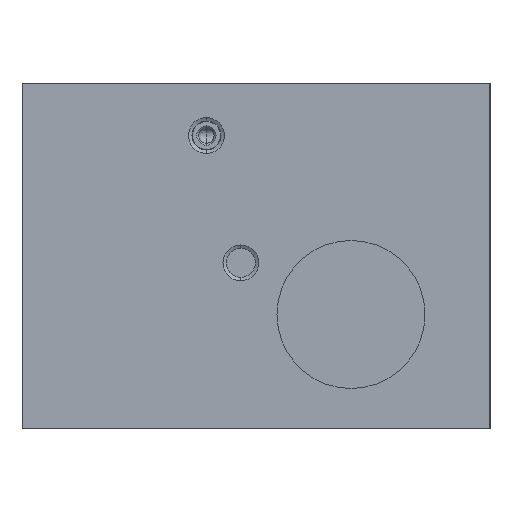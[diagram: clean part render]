
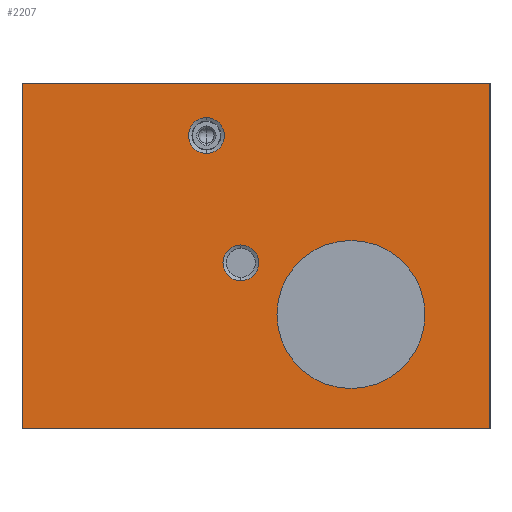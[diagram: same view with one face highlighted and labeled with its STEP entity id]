
A CAD part, left-side view. The second image highlights one B-rep face of the part: STEP entity #2207.
In plain terms, the highlighted planar face has unit normal (-1, 0, 0).
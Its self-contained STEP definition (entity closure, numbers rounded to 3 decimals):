
#52 = CARTESIAN_POINT ( 'NONE',  ( -73., -26.8, 14.9 ) ) ;
#117 = VERTEX_POINT ( 'NONE', #1245 ) ;
#159 = EDGE_CURVE ( 'NONE', #2308, #4204, #4819, .T. ) ;
#242 = DIRECTION ( 'NONE',  ( -1., 0., 0. ) ) ;
#258 = CARTESIAN_POINT ( 'NONE',  ( -73., 0., 25. ) ) ;
#479 = DIRECTION ( 'NONE',  ( -1., 0., 0. ) ) ;
#522 = VECTOR ( 'NONE', #2710, 1000. ) ;
#536 = VECTOR ( 'NONE', #3274, 1000. ) ;
#566 = EDGE_LOOP ( 'NONE', ( #1660, #1216 ) ) ;
#702 = DIRECTION ( 'NONE',  ( 0., -1., 0. ) ) ;
#827 = CARTESIAN_POINT ( 'NONE',  ( -73., -68., 25. ) ) ;
#859 = DIRECTION ( 'NONE',  ( 0., 1., 0. ) ) ;
#895 = VERTEX_POINT ( 'NONE', #52 ) ;
#949 = DIRECTION ( 'NONE',  ( -1., 0., 0. ) ) ;
#1026 = AXIS2_PLACEMENT_3D ( 'NONE', #6114, #2172, #2711 ) ;
#1170 = DIRECTION ( 'NONE',  ( -1., 0., 0. ) ) ;
#1180 = AXIS2_PLACEMENT_3D ( 'NONE', #5490, #242, #5586 ) ;
#1187 = ORIENTED_EDGE ( 'NONE', *, *, #159, .T. ) ;
#1216 = ORIENTED_EDGE ( 'NONE', *, *, #1523, .F. ) ;
#1245 = CARTESIAN_POINT ( 'NONE',  ( -73., -31.8, 1.6 ) ) ;
#1271 = DIRECTION ( 'NONE',  ( 1., 0., 0. ) ) ;
#1346 = LINE ( 'NONE', #1746, #522 ) ;
#1393 = EDGE_CURVE ( 'NONE', #5061, #1468, #1346, .T. ) ;
#1468 = VERTEX_POINT ( 'NONE', #3717 ) ;
#1523 = EDGE_CURVE ( 'NONE', #4267, #895, #1927, .T. ) ;
#1660 = ORIENTED_EDGE ( 'NONE', *, *, #3712, .F. ) ;
#1746 = CARTESIAN_POINT ( 'NONE',  ( -73., 0., -25. ) ) ;
#1798 = LINE ( 'NONE', #3740, #536 ) ;
#1907 = ORIENTED_EDGE ( 'NONE', *, *, #4366, .F. ) ;
#1921 = AXIS2_PLACEMENT_3D ( 'NONE', #2352, #479, #2384 ) ;
#1922 = LINE ( 'NONE', #3385, #2569 ) ;
#1927 = CIRCLE ( 'NONE', #1921, 2.6 ) ;
#2107 = EDGE_LOOP ( 'NONE', ( #2464, #4137 ) ) ;
#2172 = DIRECTION ( 'NONE',  ( 1., 0., 0. ) ) ;
#2207 = ADVANCED_FACE ( 'NONE', ( #5205, #4860, #2373, #4729 ), #3309, .F. ) ;
#2215 = EDGE_CURVE ( 'NONE', #3280, #117, #5768, .T. ) ;
#2308 = VERTEX_POINT ( 'NONE', #6059 ) ;
#2340 = DIRECTION ( 'NONE',  ( 0., -1., 0. ) ) ;
#2352 = CARTESIAN_POINT ( 'NONE',  ( -73., -26.8, 17.5 ) ) ;
#2373 = FACE_BOUND ( 'NONE', #566, .T. ) ;
#2384 = DIRECTION ( 'NONE',  ( 0., -1., 0. ) ) ;
#2412 = AXIS2_PLACEMENT_3D ( 'NONE', #5329, #949, #3875 ) ;
#2464 = ORIENTED_EDGE ( 'NONE', *, *, #2215, .F. ) ;
#2476 = ORIENTED_EDGE ( 'NONE', *, *, #5963, .T. ) ;
#2569 = VECTOR ( 'NONE', #5317, 1000. ) ;
#2581 = CARTESIAN_POINT ( 'NONE',  ( -73., -37.05, -8.5 ) ) ;
#2710 = DIRECTION ( 'NONE',  ( 0., 1., 0. ) ) ;
#2711 = DIRECTION ( 'NONE',  ( 0., 1., 0. ) ) ;
#2823 = DIRECTION ( 'NONE',  ( 1., 0., 0. ) ) ;
#2835 = CIRCLE ( 'NONE', #1026, 10.75 ) ;
#3040 = AXIS2_PLACEMENT_3D ( 'NONE', #3099, #1170, #702 ) ;
#3052 = CARTESIAN_POINT ( 'NONE',  ( -73., 0., 25. ) ) ;
#3099 = CARTESIAN_POINT ( 'NONE',  ( -73., -26.8, 17.5 ) ) ;
#3172 = ORIENTED_EDGE ( 'NONE', *, *, #1393, .F. ) ;
#3221 = VERTEX_POINT ( 'NONE', #827 ) ;
#3251 = EDGE_LOOP ( 'NONE', ( #3172, #1907, #2476, #4607 ) ) ;
#3274 = DIRECTION ( 'NONE',  ( 0., 0., -1. ) ) ;
#3280 = VERTEX_POINT ( 'NONE', #4694 ) ;
#3309 = PLANE ( 'NONE',  #5464 ) ;
#3385 = CARTESIAN_POINT ( 'NONE',  ( -73., 0., 25. ) ) ;
#3643 = DIRECTION ( 'NONE',  ( 0., 1., 0. ) ) ;
#3662 = EDGE_CURVE ( 'NONE', #4204, #2308, #2835, .T. ) ;
#3712 = EDGE_CURVE ( 'NONE', #895, #4267, #3963, .T. ) ;
#3717 = CARTESIAN_POINT ( 'NONE',  ( -73., 0., -25. ) ) ;
#3740 = CARTESIAN_POINT ( 'NONE',  ( -73., -68., 25. ) ) ;
#3875 = DIRECTION ( 'NONE',  ( 0., -1., 0. ) ) ;
#3963 = CIRCLE ( 'NONE', #3040, 2.6 ) ;
#3980 = EDGE_CURVE ( 'NONE', #4092, #1468, #1922, .T. ) ;
#4090 = CARTESIAN_POINT ( 'NONE',  ( -73., -26.8, 20.1 ) ) ;
#4092 = VERTEX_POINT ( 'NONE', #258 ) ;
#4137 = ORIENTED_EDGE ( 'NONE', *, *, #6249, .F. ) ;
#4204 = VERTEX_POINT ( 'NONE', #2581 ) ;
#4267 = VERTEX_POINT ( 'NONE', #4090 ) ;
#4293 = EDGE_LOOP ( 'NONE', ( #1187, #5791 ) ) ;
#4366 = EDGE_CURVE ( 'NONE', #3221, #5061, #1798, .T. ) ;
#4607 = ORIENTED_EDGE ( 'NONE', *, *, #3980, .T. ) ;
#4641 = CARTESIAN_POINT ( 'NONE',  ( -73., -47.8, -8.5 ) ) ;
#4694 = CARTESIAN_POINT ( 'NONE',  ( -73., -31.8, -3.6 ) ) ;
#4729 = FACE_OUTER_BOUND ( 'NONE', #3251, .T. ) ;
#4819 = CIRCLE ( 'NONE', #5220, 10.75 ) ;
#4860 = FACE_BOUND ( 'NONE', #2107, .T. ) ;
#4920 = CARTESIAN_POINT ( 'NONE',  ( -73., -68., -25. ) ) ;
#5061 = VERTEX_POINT ( 'NONE', #4920 ) ;
#5205 = FACE_BOUND ( 'NONE', #4293, .T. ) ;
#5220 = AXIS2_PLACEMENT_3D ( 'NONE', #4641, #1271, #859 ) ;
#5239 = CARTESIAN_POINT ( 'NONE',  ( -73., 0., 25. ) ) ;
#5317 = DIRECTION ( 'NONE',  ( 0., 0., -1. ) ) ;
#5329 = CARTESIAN_POINT ( 'NONE',  ( -73., -31.8, -1. ) ) ;
#5464 = AXIS2_PLACEMENT_3D ( 'NONE', #5239, #2823, #2340 ) ;
#5469 = LINE ( 'NONE', #3052, #5723 ) ;
#5490 = CARTESIAN_POINT ( 'NONE',  ( -73., -31.8, -1. ) ) ;
#5586 = DIRECTION ( 'NONE',  ( 0., -1., 0. ) ) ;
#5723 = VECTOR ( 'NONE', #3643, 1000. ) ;
#5768 = CIRCLE ( 'NONE', #2412, 2.6 ) ;
#5791 = ORIENTED_EDGE ( 'NONE', *, *, #3662, .T. ) ;
#5839 = CIRCLE ( 'NONE', #1180, 2.6 ) ;
#5963 = EDGE_CURVE ( 'NONE', #3221, #4092, #5469, .T. ) ;
#6059 = CARTESIAN_POINT ( 'NONE',  ( -73., -58.55, -8.5 ) ) ;
#6114 = CARTESIAN_POINT ( 'NONE',  ( -73., -47.8, -8.5 ) ) ;
#6249 = EDGE_CURVE ( 'NONE', #117, #3280, #5839, .T. ) ;
